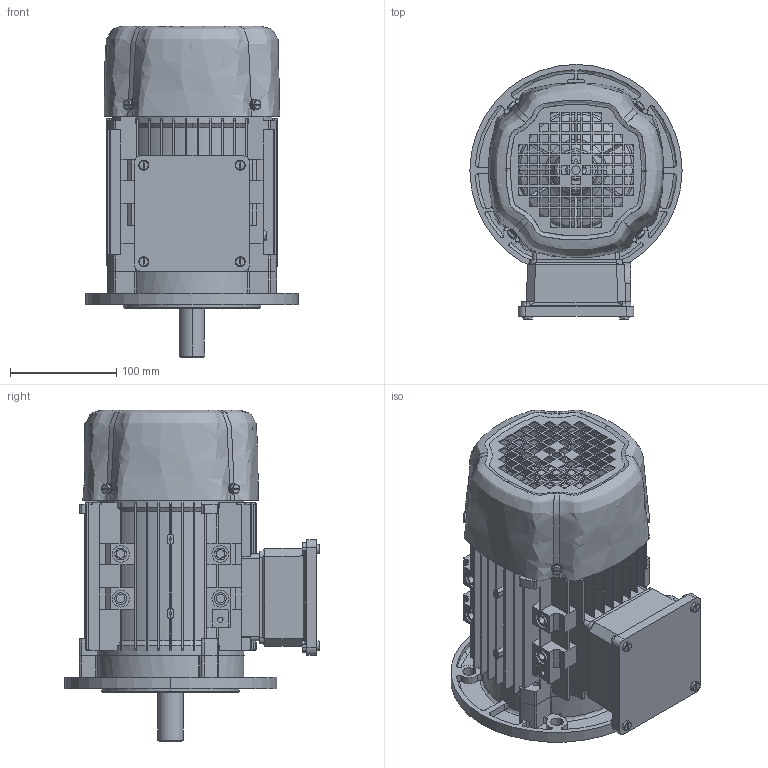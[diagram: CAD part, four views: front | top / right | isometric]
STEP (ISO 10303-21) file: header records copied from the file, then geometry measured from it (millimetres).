
FILE_DESCRIPTION(/* description */ (''),/* implementation_level */ '2;1');
FILE_NAME(/* name */ 'JL3-90S-B5.STEP',/* time_stamp */ '2021-09-19T14:40:36+08:00',/* author */ (''),/* organization */ (''),/* preprocessor_version */ 'ST-DEVELOPER v16',/* originating_system */ 'SIEMENS PLM Software NX 10.0',/* authorisation */ '');
FILE_SCHEMA (('AUTOMOTIVE_DESIGN { 1 0 10303 214 3 1 1 1 }'));
Products named in the file (1): JL3-90S-B5_step
Bounding box: 200 x 240.5 x 312.5 mm (x, y, z)
Volume: 1313132.9 mm3; surface area: 785821.7 mm2
Topology: 40 solids, 40 shells, 2739 faces, 7445 edges, 4867 vertices
Faces by surface type: plane 1364, cylinder 878, cone 231, torus 184, bspline 59, sphere 23
Entity records: 164768 total; most frequent: CARTESIAN_POINT 95484, ORIENTED_EDGE 14862, DIRECTION 13769, EDGE_CURVE 7431, VERTEX_POINT 4867, AXIS2_PLACEMENT_3D 4848, LINE 4073, VECTOR 4073
